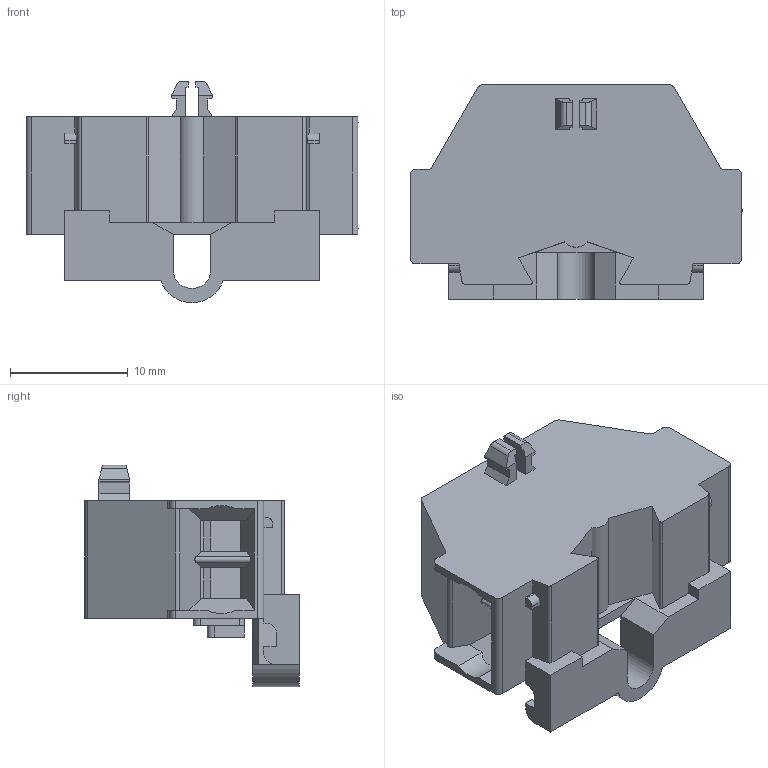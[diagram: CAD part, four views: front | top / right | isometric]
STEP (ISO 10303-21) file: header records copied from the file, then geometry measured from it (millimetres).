
FILE_DESCRIPTION((''),'2;1');
FILE_NAME('PRT0001','2024-02-29T',('dell'),(''),'PRO/ENGINEER BY PARAMETRIC TECHNOLOGY CORPORATION, 2013230','PRO/ENGINEER BY PARAMETRIC TECHNOLOGY CORPORATION, 2013230','');
FILE_SCHEMA(('AUTOMOTIVE_DESIGN { 1 0 10303 214 1 1 1 1 }'));
Length unit declared in the file: millimetre
Products named in the file (1): PRT0001
Bounding box: 28.2 x 18.2 x 18.8 mm (x, y, z)
Volume: 3315.3 mm3; surface area: 2708.5 mm2
Topology: 1 solids, 1 shells, 276 faces, 780 edges, 514 vertices
Faces by surface type: plane 231, cylinder 45
Entity records: 8941 total; most frequent: CARTESIAN_POINT 1666, ORIENTED_EDGE 1560, DIRECTION 1402, EDGE_CURVE 780, VECTOR 674, LINE 674, VERTEX_POINT 514, AXIS2_PLACEMENT_3D 364
